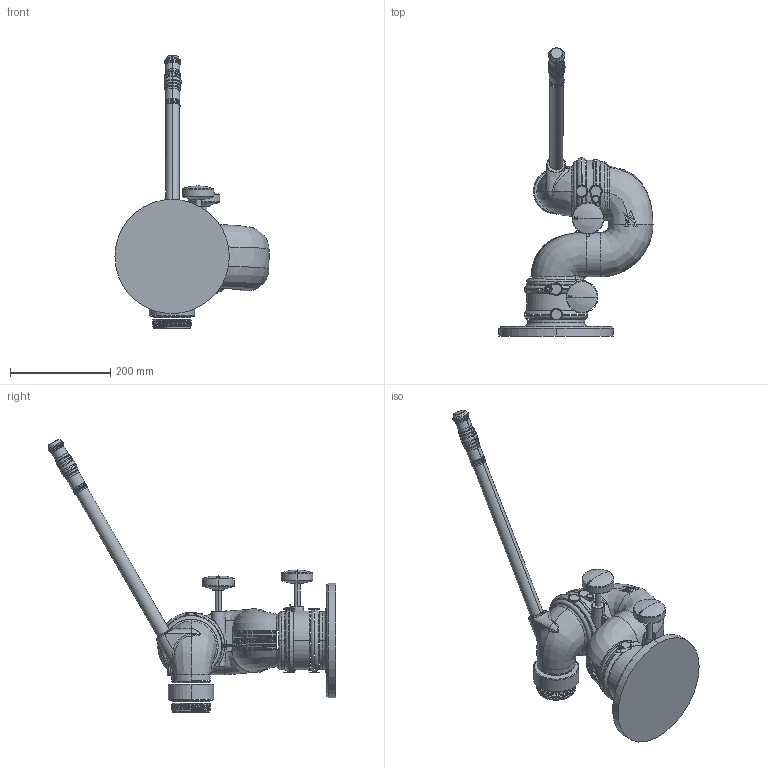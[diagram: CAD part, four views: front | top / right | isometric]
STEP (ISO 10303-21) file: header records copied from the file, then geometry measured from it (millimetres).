
FILE_DESCRIPTION((''),'2;1');
FILE_NAME('D44030_SW0001','2011-05-05T',('gpaud'),(''),'PRO/ENGINEER BY PARAMETRIC TECHNOLOGY CORPORATION, 2008010','PRO/ENGINEER BY PARAMETRIC TECHNOLOGY CORPORATION, 2008010','');
FILE_SCHEMA(('CONFIG_CONTROL_DESIGN'));
Length unit declared in the file: inch
Products named in the file (1): D44030_SW0001
Bounding box: 308.01 x 575.74 x 547.06 mm (x, y, z)
Surface area: 395668.3 mm2 (no closed solid volume)
Topology: 0 solids, 85 shells, 301 faces, 1215 edges, 949 vertices
Faces by surface type: bspline 112, torus 65, cylinder 48, cone 40, plane 31, sphere 4, extrusion 1
Entity records: 27682 total; most frequent: CARTESIAN_POINT 19387, ORIENTED_EDGE 1612, DIRECTION 1359, EDGE_CURVE 1211, VERTEX_POINT 949, B_SPLINE_CURVE_WITH_KNOTS 649, AXIS2_PLACEMENT_3D 607, CIRCLE 418
